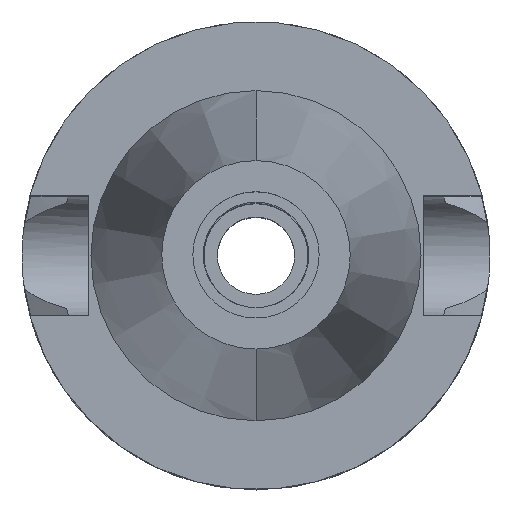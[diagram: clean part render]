
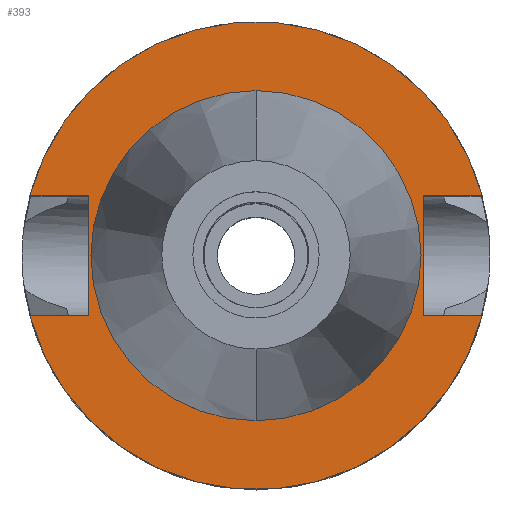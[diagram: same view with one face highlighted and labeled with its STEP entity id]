
A CAD part, top view. The second image highlights one B-rep face of the part: STEP entity #393.
In plain terms, the highlighted planar face has unit normal (0, 0, 1).
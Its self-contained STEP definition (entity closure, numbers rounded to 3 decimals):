
#41 = CARTESIAN_POINT ( 'NONE',  ( 0., 22.225, -1. ) ) ;
#127 = DIRECTION ( 'NONE',  ( 0., 1., 0. ) ) ;
#142 = CARTESIAN_POINT ( 'NONE',  ( 22.5, 8.05, -1. ) ) ;
#341 = ORIENTED_EDGE ( 'NONE', *, *, #1593, .T. ) ;
#393 = ADVANCED_FACE ( 'NONE', ( #1908, #2163 ), #3143, .F. ) ;
#446 = ORIENTED_EDGE ( 'NONE', *, *, #2295, .F. ) ;
#468 = CARTESIAN_POINT ( 'NONE',  ( -30.454, -8.05, -1. ) ) ;
#470 = AXIS2_PLACEMENT_3D ( 'NONE', #924, #934, #1688 ) ;
#580 = ORIENTED_EDGE ( 'NONE', *, *, #1685, .F. ) ;
#615 = EDGE_LOOP ( 'NONE', ( #1550, #2522, #2940, #2067, #341, #1333, #1558, #2491 ) ) ;
#621 = LINE ( 'NONE', #1127, #1868 ) ;
#638 = DIRECTION ( 'NONE',  ( -1., 0., 0. ) ) ;
#821 = EDGE_CURVE ( 'NONE', #1437, #2032, #1081, .T. ) ;
#827 = CARTESIAN_POINT ( 'NONE',  ( 0., 0., -1. ) ) ;
#845 = VECTOR ( 'NONE', #1980, 1000. ) ;
#886 = DIRECTION ( 'NONE',  ( -1., 0., 0. ) ) ;
#896 = AXIS2_PLACEMENT_3D ( 'NONE', #827, #1804, #2044 ) ;
#920 = CARTESIAN_POINT ( 'NONE',  ( -30.454, 8.05, -1. ) ) ;
#924 = CARTESIAN_POINT ( 'NONE',  ( 0., 0., -1. ) ) ;
#934 = DIRECTION ( 'NONE',  ( 0., 0., -1. ) ) ;
#991 = AXIS2_PLACEMENT_3D ( 'NONE', #2504, #2769, #1018 ) ;
#1002 = CARTESIAN_POINT ( 'NONE',  ( 30.454, -8.05, -1. ) ) ;
#1018 = DIRECTION ( 'NONE',  ( 0., -1., 0. ) ) ;
#1081 = LINE ( 'NONE', #142, #1910 ) ;
#1104 = VECTOR ( 'NONE', #2910, 1000. ) ;
#1108 = VERTEX_POINT ( 'NONE', #41 ) ;
#1127 = CARTESIAN_POINT ( 'NONE',  ( -22.5, 8.05, -1. ) ) ;
#1232 = VERTEX_POINT ( 'NONE', #3066 ) ;
#1326 = DIRECTION ( 'NONE',  ( 0., 0., -1. ) ) ;
#1333 = ORIENTED_EDGE ( 'NONE', *, *, #2368, .F. ) ;
#1359 = VECTOR ( 'NONE', #638, 1000. ) ;
#1386 = DIRECTION ( 'NONE',  ( 0., -1., 0. ) ) ;
#1431 = EDGE_CURVE ( 'NONE', #1828, #2506, #2113, .T. ) ;
#1437 = VERTEX_POINT ( 'NONE', #2856 ) ;
#1457 = AXIS2_PLACEMENT_3D ( 'NONE', #2627, #1326, #127 ) ;
#1458 = LINE ( 'NONE', #1489, #845 ) ;
#1489 = CARTESIAN_POINT ( 'NONE',  ( 22.5, 8.05, -1. ) ) ;
#1550 = ORIENTED_EDGE ( 'NONE', *, *, #2230, .T. ) ;
#1558 = ORIENTED_EDGE ( 'NONE', *, *, #2861, .F. ) ;
#1563 = DIRECTION ( 'NONE',  ( 1., 0., 0. ) ) ;
#1593 = EDGE_CURVE ( 'NONE', #1437, #2101, #1458, .T. ) ;
#1616 = CARTESIAN_POINT ( 'NONE',  ( 0., 0., -1. ) ) ;
#1628 = LINE ( 'NONE', #2612, #2688 ) ;
#1685 = EDGE_CURVE ( 'NONE', #1108, #1232, #2278, .T. ) ;
#1688 = DIRECTION ( 'NONE',  ( 0., -1., 0. ) ) ;
#1787 = CARTESIAN_POINT ( 'NONE',  ( 30.454, 8.05, -1. ) ) ;
#1804 = DIRECTION ( 'NONE',  ( 0., 0., 1. ) ) ;
#1828 = VERTEX_POINT ( 'NONE', #2808 ) ;
#1867 = LINE ( 'NONE', #2095, #1359 ) ;
#1868 = VECTOR ( 'NONE', #886, 1000. ) ;
#1908 = FACE_OUTER_BOUND ( 'NONE', #615, .T. ) ;
#1910 = VECTOR ( 'NONE', #1386, 1000. ) ;
#1980 = DIRECTION ( 'NONE',  ( 1., 0., 0. ) ) ;
#1994 = EDGE_LOOP ( 'NONE', ( #580, #446 ) ) ;
#2032 = VERTEX_POINT ( 'NONE', #2710 ) ;
#2044 = DIRECTION ( 'NONE',  ( 0., 1., 0. ) ) ;
#2067 = ORIENTED_EDGE ( 'NONE', *, *, #821, .F. ) ;
#2072 = CIRCLE ( 'NONE', #1457, 31.5 ) ;
#2078 = EDGE_CURVE ( 'NONE', #2153, #2505, #2529, .T. ) ;
#2095 = CARTESIAN_POINT ( 'NONE',  ( -22.5, -8.05, -1. ) ) ;
#2101 = VERTEX_POINT ( 'NONE', #1787 ) ;
#2113 = LINE ( 'NONE', #2867, #1104 ) ;
#2153 = VERTEX_POINT ( 'NONE', #1002 ) ;
#2163 = FACE_BOUND ( 'NONE', #1994, .T. ) ;
#2230 = EDGE_CURVE ( 'NONE', #1828, #2505, #1867, .T. ) ;
#2278 = CIRCLE ( 'NONE', #896, 22.225 ) ;
#2295 = EDGE_CURVE ( 'NONE', #1232, #1108, #2377, .T. ) ;
#2368 = EDGE_CURVE ( 'NONE', #3014, #2101, #2072, .T. ) ;
#2377 = CIRCLE ( 'NONE', #2589, 22.225 ) ;
#2380 = CARTESIAN_POINT ( 'NONE',  ( -22.5, 8.05, -1. ) ) ;
#2491 = ORIENTED_EDGE ( 'NONE', *, *, #1431, .F. ) ;
#2504 = CARTESIAN_POINT ( 'NONE',  ( 0., 0., -1. ) ) ;
#2505 = VERTEX_POINT ( 'NONE', #468 ) ;
#2506 = VERTEX_POINT ( 'NONE', #2380 ) ;
#2522 = ORIENTED_EDGE ( 'NONE', *, *, #2078, .F. ) ;
#2529 = CIRCLE ( 'NONE', #991, 31.5 ) ;
#2577 = DIRECTION ( 'NONE',  ( 0., -1., 0. ) ) ;
#2589 = AXIS2_PLACEMENT_3D ( 'NONE', #1616, #2863, #2577 ) ;
#2612 = CARTESIAN_POINT ( 'NONE',  ( 22.5, -8.05, -1. ) ) ;
#2627 = CARTESIAN_POINT ( 'NONE',  ( 0., 0., -1. ) ) ;
#2687 = EDGE_CURVE ( 'NONE', #2032, #2153, #1628, .T. ) ;
#2688 = VECTOR ( 'NONE', #1563, 1000. ) ;
#2710 = CARTESIAN_POINT ( 'NONE',  ( 22.5, -8.05, -1. ) ) ;
#2769 = DIRECTION ( 'NONE',  ( 0., 0., -1. ) ) ;
#2808 = CARTESIAN_POINT ( 'NONE',  ( -22.5, -8.05, -1. ) ) ;
#2856 = CARTESIAN_POINT ( 'NONE',  ( 22.5, 8.05, -1. ) ) ;
#2861 = EDGE_CURVE ( 'NONE', #2506, #3014, #621, .T. ) ;
#2863 = DIRECTION ( 'NONE',  ( 0., 0., 1. ) ) ;
#2867 = CARTESIAN_POINT ( 'NONE',  ( -22.5, -8.05, -1. ) ) ;
#2910 = DIRECTION ( 'NONE',  ( 0., 1., 0. ) ) ;
#2940 = ORIENTED_EDGE ( 'NONE', *, *, #2687, .F. ) ;
#3014 = VERTEX_POINT ( 'NONE', #920 ) ;
#3066 = CARTESIAN_POINT ( 'NONE',  ( 0., -22.225, -1. ) ) ;
#3143 = PLANE ( 'NONE',  #470 ) ;
